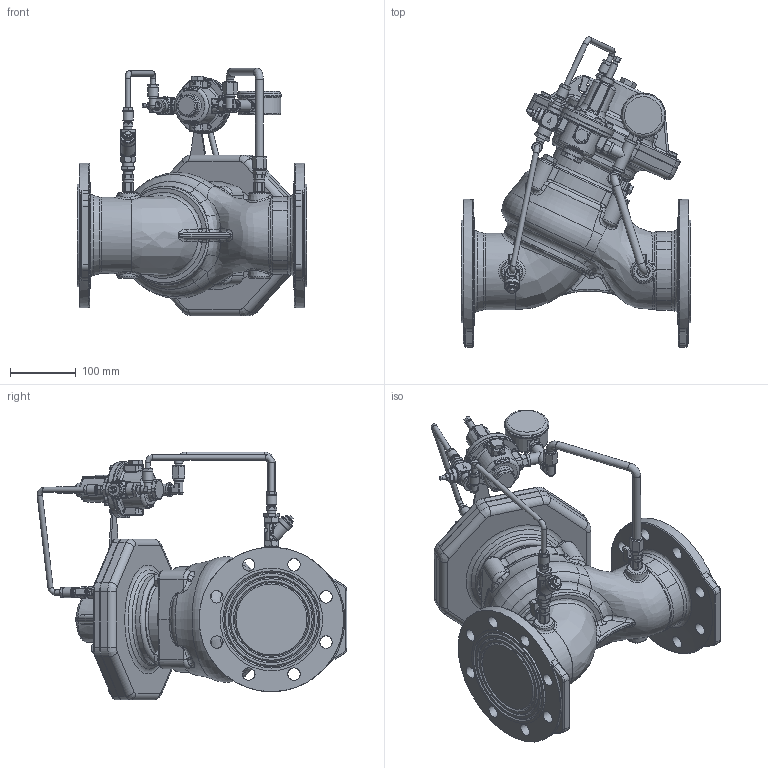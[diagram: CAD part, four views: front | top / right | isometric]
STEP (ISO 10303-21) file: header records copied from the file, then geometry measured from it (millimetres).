
FILE_DESCRIPTION(/* description */ (''),/* implementation_level */ '2;1');
FILE_NAME(/* name */ 'DRY60-A BASIN D. KONT V. DN100 PN10 1.stp',/* time_stamp */ '2025-08-07T09:43:22+03:00',/* author */ ('utku.ernez'),/* organization */ (''),/* preprocessor_version */ 'ST-DEVELOPER v20',/* originating_system */ 'Autodesk Inventor 2025',/* authorisation */ '');
FILE_SCHEMA (('CONFIG_CONTROL_DESIGN'));
Products named in the file (1): DRY60-A BASINÇ D. KONT V. DN100 PN10 16 GGG40 DKY
Bounding box: 350 x 471.76 x 377.35 mm (x, y, z)
Volume: 10459568 mm3; surface area: 696182.1 mm2
Topology: 1 solids, 35 shells, 2925 faces, 6901 edges, 4122 vertices
Faces by surface type: plane 1009, cylinder 645, bspline 604, cone 310, torus 281, sphere 76
Full cylindrical faces by diameter (mm): 2 x2, 3.5 x2, 5 x1, 5.6 x3, 6 x15, 6.2 x1, 6.5 x1, 6.647 x8, 7.323 x8, 8 x15, 8.4 x8, 10 x17, 10.106 x4, 11 x5, 11.053 x4, 11.4 x8, 12 x8, 13 x8, 13.157 x8, 13.388 x1, 13.5 x1, 13.7 x2, 14 x4, 14.5 x4, 15.011 x1, 15.5 x3, 16 x13, 16.662 x1, 16.893 x2, 17 x1
Entity records: 125631 total; most frequent: CARTESIAN_POINT 59405, ORIENTED_EDGE 13644, DIRECTION 12713, EDGE_CURVE 6822, AXIS2_PLACEMENT_3D 5170, VERTEX_POINT 4119, EDGE_LOOP 3188, FACE_OUTER_BOUND 2920
